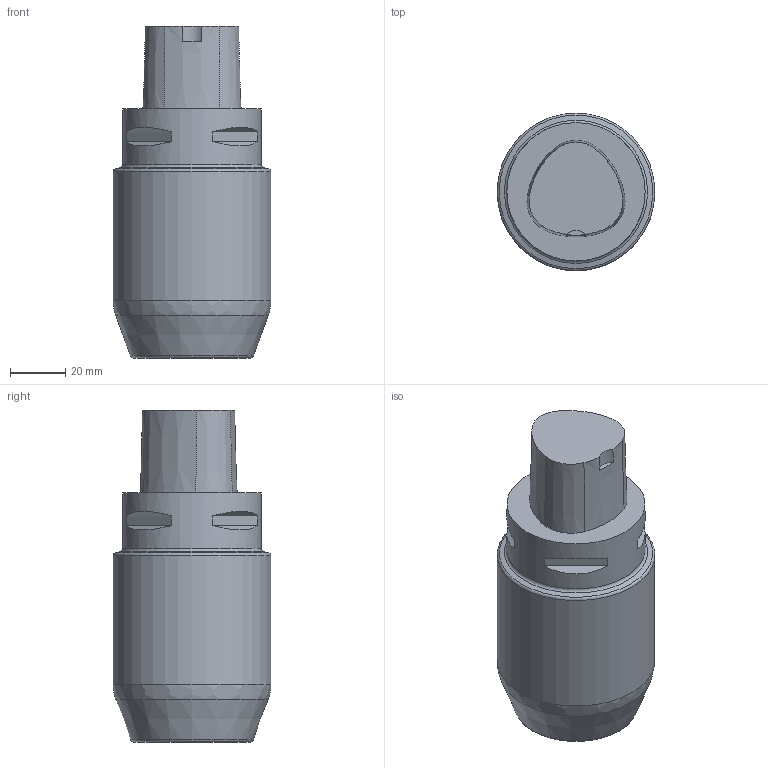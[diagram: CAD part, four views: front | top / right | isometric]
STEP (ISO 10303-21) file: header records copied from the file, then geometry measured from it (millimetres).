
FILE_DESCRIPTION(/* description */ (''),/* implementation_level */ '2;1');
FILE_NAME(/* name */ '1506423535631.stp',/* time_stamp */ '2017-09-26T12:59:02+02:00',/* author */ (''),/* organization */ ('SMS'),/* preprocessor_version */ 'ST-DEVELOPER v15',/* originating_system */ 'SIEMENS PLM Software NX 8.5',/* authorisation */ '');
FILE_SCHEMA (('AUTOMOTIVE_DESIGN { 1 0 10303 214 3 1 1 1 }'));
Length unit declared in the file: millimetre
Products named in the file (1): 201204717MOD000_00
Bounding box: 57 x 57 x 120 mm (x, y, z)
Volume: 233787.3 mm3; surface area: 22617.7 mm2
Topology: 1 solids, 1 shells, 31 faces, 66 edges, 42 vertices
Faces by surface type: plane 16, cone 8, cylinder 3, torus 3, bspline 1
Full cylindrical faces by diameter (mm): 50 x1, 57 x1
Entity records: 872 total; most frequent: CARTESIAN_POINT 166, DIRECTION 156, ORIENTED_EDGE 114, AXIS2_PLACEMENT_3D 67, EDGE_CURVE 57, EDGE_LOOP 44, VERTEX_POINT 41, ADVANCED_FACE 31
